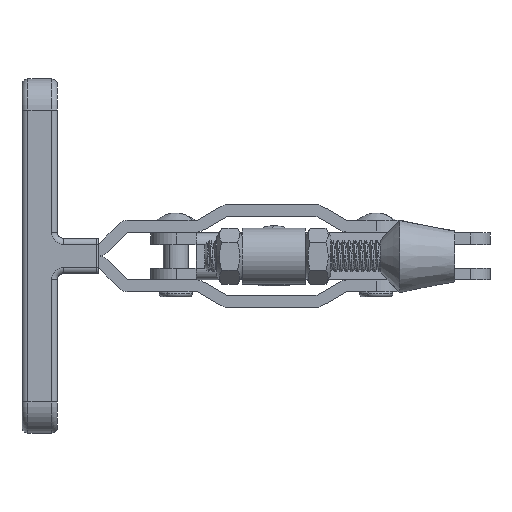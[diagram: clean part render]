
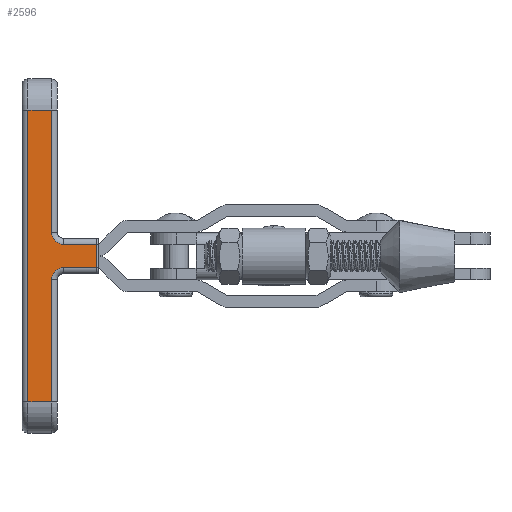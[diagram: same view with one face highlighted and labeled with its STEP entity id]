
A CAD part, left-side view. The second image highlights one B-rep face of the part: STEP entity #2596.
In plain terms, the highlighted face is planar.
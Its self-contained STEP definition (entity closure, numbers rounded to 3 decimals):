
#124 = VECTOR ( 'NONE', #20863, 1000. ) ;
#811 = ORIENTED_EDGE ( 'NONE', *, *, #28175, .T. ) ;
#1124 = EDGE_CURVE ( 'NONE', #4646, #11775, #19101, .T. ) ;
#1206 = CARTESIAN_POINT ( 'NONE',  ( -3., -37.1, -1.5 ) ) ;
#1275 = CARTESIAN_POINT ( 'NONE',  ( 14.5, -3., -1.5 ) ) ;
#2210 = ORIENTED_EDGE ( 'NONE', *, *, #2663, .T. ) ;
#2596 = ADVANCED_FACE ( 'NONE', ( #26067 ), #18298, .F. ) ;
#2663 = EDGE_CURVE ( 'NONE', #9661, #12059, #12806, .T. ) ;
#3774 = ORIENTED_EDGE ( 'NONE', *, *, #19187, .F. ) ;
#4105 = ORIENTED_EDGE ( 'NONE', *, *, #6945, .F. ) ;
#4423 = CARTESIAN_POINT ( 'NONE',  ( 14.5, 37.1, -1.5 ) ) ;
#4646 = VERTEX_POINT ( 'NONE', #30448 ) ;
#4728 = CARTESIAN_POINT ( 'NONE',  ( 15., 3., -1.5 ) ) ;
#4980 = DIRECTION ( 'NONE',  ( 0., 0., 1. ) ) ;
#4985 = CARTESIAN_POINT ( 'NONE',  ( 3., 37.1, -1.5 ) ) ;
#5573 = DIRECTION ( 'NONE',  ( 0., -1., 0. ) ) ;
#6383 = CARTESIAN_POINT ( 'NONE',  ( 3., -6., -1.5 ) ) ;
#6945 = EDGE_CURVE ( 'NONE', #9661, #25326, #18152, .T. ) ;
#7443 = VECTOR ( 'NONE', #33874, 1000. ) ;
#7851 = CARTESIAN_POINT ( 'NONE',  ( -3., 37.1, -1.5 ) ) ;
#8443 = EDGE_CURVE ( 'NONE', #12059, #31849, #13136, .T. ) ;
#9054 = VERTEX_POINT ( 'NONE', #12361 ) ;
#9527 = ORIENTED_EDGE ( 'NONE', *, *, #10024, .T. ) ;
#9661 = VERTEX_POINT ( 'NONE', #1206 ) ;
#9738 = DIRECTION ( 'NONE',  ( 0., -1., 0. ) ) ;
#10024 = EDGE_CURVE ( 'NONE', #31849, #31516, #24709, .T. ) ;
#10363 = VECTOR ( 'NONE', #9738, 1000. ) ;
#10487 = CARTESIAN_POINT ( 'NONE',  ( 4.5, -3., -1.5 ) ) ;
#10513 = VECTOR ( 'NONE', #26366, 1000. ) ;
#10755 = AXIS2_PLACEMENT_3D ( 'NONE', #31483, #4980, #20980 ) ;
#10820 = CARTESIAN_POINT ( 'NONE',  ( 3., -37.1, -1.5 ) ) ;
#11268 = ORIENTED_EDGE ( 'NONE', *, *, #1124, .T. ) ;
#11775 = VERTEX_POINT ( 'NONE', #1275 ) ;
#11935 = DIRECTION ( 'NONE',  ( 0., 0., -1. ) ) ;
#12059 = VERTEX_POINT ( 'NONE', #7851 ) ;
#12194 = CARTESIAN_POINT ( 'NONE',  ( -4.5, -37.1, -1.5 ) ) ;
#12361 = CARTESIAN_POINT ( 'NONE',  ( 6., -3., -1.5 ) ) ;
#12680 = CARTESIAN_POINT ( 'NONE',  ( 6., 6., -1.5 ) ) ;
#12806 = LINE ( 'NONE', #21550, #32263 ) ;
#13136 = LINE ( 'NONE', #31898, #34255 ) ;
#13364 = LINE ( 'NONE', #4985, #124 ) ;
#14275 = VERTEX_POINT ( 'NONE', #6383 ) ;
#15356 = DIRECTION ( 'NONE',  ( 0., -1., 0. ) ) ;
#15418 = ORIENTED_EDGE ( 'NONE', *, *, #26204, .T. ) ;
#15976 = ORIENTED_EDGE ( 'NONE', *, *, #25948, .F. ) ;
#17667 = VECTOR ( 'NONE', #5573, 1000. ) ;
#18152 = LINE ( 'NONE', #12194, #31390 ) ;
#18298 = PLANE ( 'NONE',  #10755 ) ;
#19101 = LINE ( 'NONE', #4423, #10363 ) ;
#19187 = EDGE_CURVE ( 'NONE', #23590, #31516, #20713, .T. ) ;
#19225 = CIRCLE ( 'NONE', #27074, 3. ) ;
#20713 = CIRCLE ( 'NONE', #21135, 3. ) ;
#20863 = DIRECTION ( 'NONE',  ( 0., -1., 0. ) ) ;
#20980 = DIRECTION ( 'NONE',  ( 0., -1., 0. ) ) ;
#21135 = AXIS2_PLACEMENT_3D ( 'NONE', #12680, #31205, #15356 ) ;
#21550 = CARTESIAN_POINT ( 'NONE',  ( -3., 37.1, -1.5 ) ) ;
#21561 = LINE ( 'NONE', #4728, #7443 ) ;
#23063 = ORIENTED_EDGE ( 'NONE', *, *, #8443, .T. ) ;
#23095 = EDGE_LOOP ( 'NONE', ( #811, #11268, #24290, #15976, #15418, #4105, #2210, #23063, #9527, #3774 ) ) ;
#23590 = VERTEX_POINT ( 'NONE', #23751 ) ;
#23751 = CARTESIAN_POINT ( 'NONE',  ( 6., 3., -1.5 ) ) ;
#23784 = LINE ( 'NONE', #10487, #10513 ) ;
#23804 = DIRECTION ( 'NONE',  ( 1., 0., 0. ) ) ;
#24290 = ORIENTED_EDGE ( 'NONE', *, *, #25237, .T. ) ;
#24709 = LINE ( 'NONE', #31964, #17667 ) ;
#25237 = EDGE_CURVE ( 'NONE', #11775, #9054, #23784, .T. ) ;
#25326 = VERTEX_POINT ( 'NONE', #10820 ) ;
#25948 = EDGE_CURVE ( 'NONE', #14275, #9054, #19225, .T. ) ;
#25966 = CARTESIAN_POINT ( 'NONE',  ( 3., 37.1, -1.5 ) ) ;
#26067 = FACE_OUTER_BOUND ( 'NONE', #23095, .T. ) ;
#26204 = EDGE_CURVE ( 'NONE', #14275, #25326, #13364, .T. ) ;
#26366 = DIRECTION ( 'NONE',  ( -1., 0., 0. ) ) ;
#26392 = DIRECTION ( 'NONE',  ( 0., 1., 0. ) ) ;
#27074 = AXIS2_PLACEMENT_3D ( 'NONE', #27821, #11935, #30474 ) ;
#27821 = CARTESIAN_POINT ( 'NONE',  ( 6., -6., -1.5 ) ) ;
#28086 = DIRECTION ( 'NONE',  ( 1., 0., 0. ) ) ;
#28175 = EDGE_CURVE ( 'NONE', #23590, #4646, #21561, .T. ) ;
#30448 = CARTESIAN_POINT ( 'NONE',  ( 14.5, 3., -1.5 ) ) ;
#30474 = DIRECTION ( 'NONE',  ( 0., -1., 0. ) ) ;
#31205 = DIRECTION ( 'NONE',  ( 0., 0., -1. ) ) ;
#31390 = VECTOR ( 'NONE', #28086, 1000. ) ;
#31483 = CARTESIAN_POINT ( 'NONE',  ( -4.5, 37.1, -1.5 ) ) ;
#31516 = VERTEX_POINT ( 'NONE', #32130 ) ;
#31849 = VERTEX_POINT ( 'NONE', #25966 ) ;
#31898 = CARTESIAN_POINT ( 'NONE',  ( -4.5, 37.1, -1.5 ) ) ;
#31964 = CARTESIAN_POINT ( 'NONE',  ( 3., 37.1, -1.5 ) ) ;
#32130 = CARTESIAN_POINT ( 'NONE',  ( 3., 6., -1.5 ) ) ;
#32263 = VECTOR ( 'NONE', #26392, 1000. ) ;
#33874 = DIRECTION ( 'NONE',  ( 1., 0., 0. ) ) ;
#34255 = VECTOR ( 'NONE', #23804, 1000. ) ;
